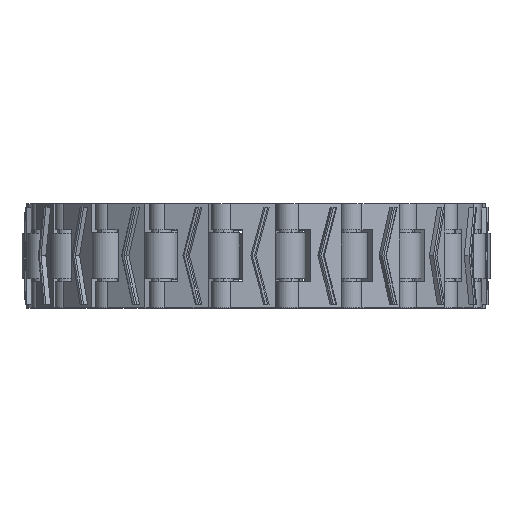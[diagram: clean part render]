
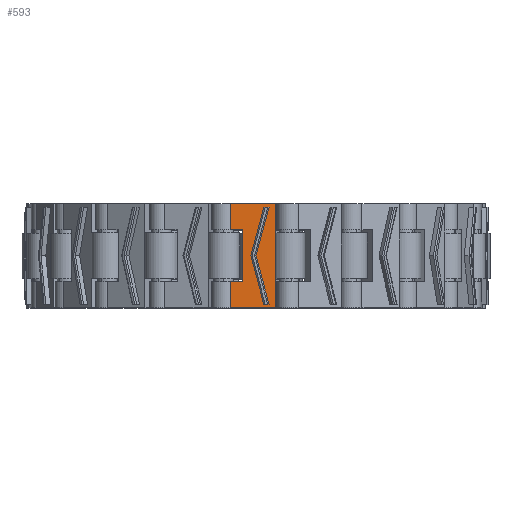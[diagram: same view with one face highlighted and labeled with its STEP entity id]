
A CAD part, top view. The second image highlights one B-rep face of the part: STEP entity #593.
In plain terms, the highlighted planar face has unit normal (0, 0, 1).
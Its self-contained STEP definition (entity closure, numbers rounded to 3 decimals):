
#23=DIRECTION('',(-1.,0.,0.));
#24=VECTOR('',#23,6.976);
#25=CARTESIAN_POINT('',(3.,-8.,3.));
#26=LINE('',#25,#24);
#27=DIRECTION('',(0.,1.,0.));
#28=VECTOR('',#27,4.);
#29=CARTESIAN_POINT('',(-3.976,-8.,3.));
#30=LINE('',#29,#28);
#31=DIRECTION('',(0.,-1.,0.));
#32=VECTOR('',#31,8.);
#33=CARTESIAN_POINT('',(-2.,4.,3.));
#34=LINE('',#33,#32);
#35=DIRECTION('',(0.,-1.,0.));
#36=VECTOR('',#35,4.);
#37=CARTESIAN_POINT('',(-3.976,8.,3.));
#38=LINE('',#37,#36);
#39=DIRECTION('',(1.,0.,0.));
#40=VECTOR('',#39,6.976);
#41=CARTESIAN_POINT('',(-3.976,8.,3.));
#42=LINE('',#41,#40);
#43=DIRECTION('',(0.,1.,0.));
#44=VECTOR('',#43,16.);
#45=CARTESIAN_POINT('',(3.,-8.,3.));
#46=LINE('',#45,#44);
#47=DIRECTION('',(-0.259,-0.966,0.));
#48=VECTOR('',#47,7.727);
#49=CARTESIAN_POINT('',(2.,7.464,3.));
#50=LINE('',#49,#48);
#51=DIRECTION('',(1.,0.,0.));
#52=VECTOR('',#51,0.8);
#53=CARTESIAN_POINT('',(1.2,7.464,3.));
#54=LINE('',#53,#52);
#55=DIRECTION('',(0.259,0.966,0.));
#56=VECTOR('',#55,7.727);
#57=CARTESIAN_POINT('',(-0.8,0.,3.));
#58=LINE('',#57,#56);
#59=DIRECTION('',(0.259,-0.966,0.));
#60=VECTOR('',#59,7.727);
#61=CARTESIAN_POINT('',(-0.8,0.,3.));
#62=LINE('',#61,#60);
#63=DIRECTION('',(1.,0.,0.));
#64=VECTOR('',#63,0.8);
#65=CARTESIAN_POINT('',(1.2,-7.464,3.));
#66=LINE('',#65,#64);
#67=DIRECTION('',(-0.259,0.966,0.));
#68=VECTOR('',#67,7.727);
#69=CARTESIAN_POINT('',(2.,-7.464,3.));
#70=LINE('',#69,#68);
#113=DIRECTION('',(1.,0.,0.));
#114=VECTOR('',#113,1.976);
#115=CARTESIAN_POINT('',(-3.976,-4.,3.));
#116=LINE('',#115,#114);
#277=DIRECTION('',(1.,0.,0.));
#278=VECTOR('',#277,1.976);
#279=CARTESIAN_POINT('',(-3.976,4.,3.));
#280=LINE('',#279,#278);
#401=CARTESIAN_POINT('',(3.,-8.,3.));
#402=CARTESIAN_POINT('',(3.,8.,3.));
#403=VERTEX_POINT('',#401);
#404=VERTEX_POINT('',#402);
#414=CARTESIAN_POINT('',(-3.976,8.,3.));
#416=VERTEX_POINT('',#414);
#418=CARTESIAN_POINT('',(-3.976,4.,3.));
#420=VERTEX_POINT('',#418);
#422=CARTESIAN_POINT('',(-2.,4.,3.));
#424=VERTEX_POINT('',#422);
#434=CARTESIAN_POINT('',(-3.976,-8.,3.));
#436=VERTEX_POINT('',#434);
#438=CARTESIAN_POINT('',(-3.976,-4.,3.));
#440=VERTEX_POINT('',#438);
#441=CARTESIAN_POINT('',(-2.,-4.,3.));
#442=VERTEX_POINT('',#441);
#453=CARTESIAN_POINT('',(1.2,-7.464,3.));
#454=CARTESIAN_POINT('',(2.,-7.464,3.));
#455=VERTEX_POINT('',#453);
#456=VERTEX_POINT('',#454);
#457=CARTESIAN_POINT('',(2.,7.464,3.));
#458=CARTESIAN_POINT('',(0.,0.,3.));
#459=VERTEX_POINT('',#457);
#460=VERTEX_POINT('',#458);
#461=CARTESIAN_POINT('',(-0.8,0.,3.));
#462=CARTESIAN_POINT('',(1.2,7.464,3.));
#463=VERTEX_POINT('',#461);
#464=VERTEX_POINT('',#462);
#558=CARTESIAN_POINT('',(0.,0.,3.));
#559=DIRECTION('',(0.,0.,1.));
#560=DIRECTION('',(1.,0.,0.));
#561=AXIS2_PLACEMENT_3D('',#558,#559,#560);
#562=PLANE('',#561);
#564=ORIENTED_EDGE('',*,*,#563,.T.);
#566=ORIENTED_EDGE('',*,*,#565,.T.);
#568=ORIENTED_EDGE('',*,*,#567,.T.);
#570=ORIENTED_EDGE('',*,*,#569,.F.);
#572=ORIENTED_EDGE('',*,*,#571,.F.);
#573=ORIENTED_EDGE('',*,*,#532,.F.);
#574=ORIENTED_EDGE('',*,*,#546,.T.);
#576=ORIENTED_EDGE('',*,*,#575,.F.);
#577=EDGE_LOOP('',(#564,#566,#568,#570,#572,#573,#574,#576));
#578=FACE_OUTER_BOUND('',#577,.F.);
#580=ORIENTED_EDGE('',*,*,#579,.F.);
#582=ORIENTED_EDGE('',*,*,#581,.F.);
#584=ORIENTED_EDGE('',*,*,#583,.F.);
#586=ORIENTED_EDGE('',*,*,#585,.T.);
#588=ORIENTED_EDGE('',*,*,#587,.T.);
#590=ORIENTED_EDGE('',*,*,#589,.T.);
#591=EDGE_LOOP('',(#580,#582,#584,#586,#588,#590));
#592=FACE_BOUND('',#591,.F.);
#593=ADVANCED_FACE('',(#578,#592),#562,.T.);
#532=EDGE_CURVE('',#416,#420,#38,.T.);
#546=EDGE_CURVE('',#416,#404,#42,.T.);
#563=EDGE_CURVE('',#403,#436,#26,.T.);
#565=EDGE_CURVE('',#436,#440,#30,.T.);
#567=EDGE_CURVE('',#440,#442,#116,.T.);
#569=EDGE_CURVE('',#424,#442,#34,.T.);
#571=EDGE_CURVE('',#420,#424,#280,.T.);
#575=EDGE_CURVE('',#403,#404,#46,.T.);
#579=EDGE_CURVE('',#459,#460,#50,.T.);
#581=EDGE_CURVE('',#464,#459,#54,.T.);
#583=EDGE_CURVE('',#463,#464,#58,.T.);
#585=EDGE_CURVE('',#463,#455,#62,.T.);
#587=EDGE_CURVE('',#455,#456,#66,.T.);
#589=EDGE_CURVE('',#456,#460,#70,.T.);
